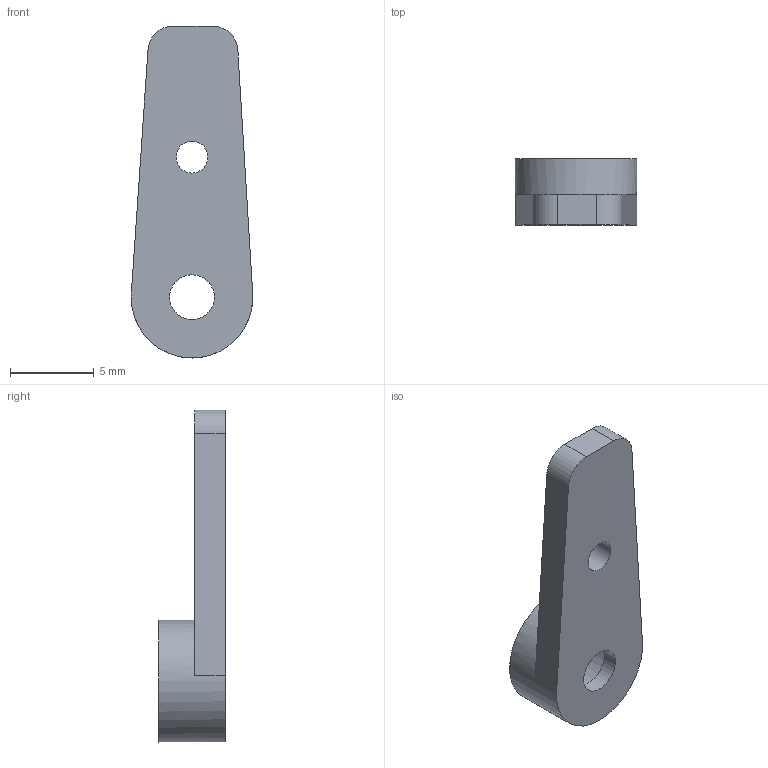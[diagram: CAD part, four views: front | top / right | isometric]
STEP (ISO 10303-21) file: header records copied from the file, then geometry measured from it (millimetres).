
FILE_DESCRIPTION(/* description */ (''),/* implementation_level */ '2;1');
FILE_NAME(/* name */ 'Control Horn Upper.step',/* time_stamp */ '2024-08-02T11:55:52-07:00',/* author */ (''),/* organization */ (''),/* preprocessor_version */ 'ST-DEVELOPER v20',/* originating_system */ 'Autodesk Translation Framework v13.14.0.145',/* authorisation */ '');
FILE_SCHEMA (('AUTOMOTIVE_DESIGN { 1 0 10303 214 3 1 1 }'));
Length unit declared in the file: millimetre
Products named in the file (1): Control Horn Upper
Bounding box: 7.26 x 3.96 x 19.81 mm (x, y, z)
Volume: 237.4 mm3; surface area: 427.4 mm2
Topology: 1 solids, 1 shells, 15 faces, 33 edges, 22 vertices
Faces by surface type: plane 8, cylinder 7
Full cylindrical faces by diameter (mm): 1.9 x1, 2.2 x1, 2.672 x1, 5.047 x1, 7.258 x1
Entity records: 464 total; most frequent: DIRECTION 81, CARTESIAN_POINT 71, ORIENTED_EDGE 66, EDGE_CURVE 33, AXIS2_PLACEMENT_3D 32, VERTEX_POINT 22, EDGE_LOOP 21, LINE 17
